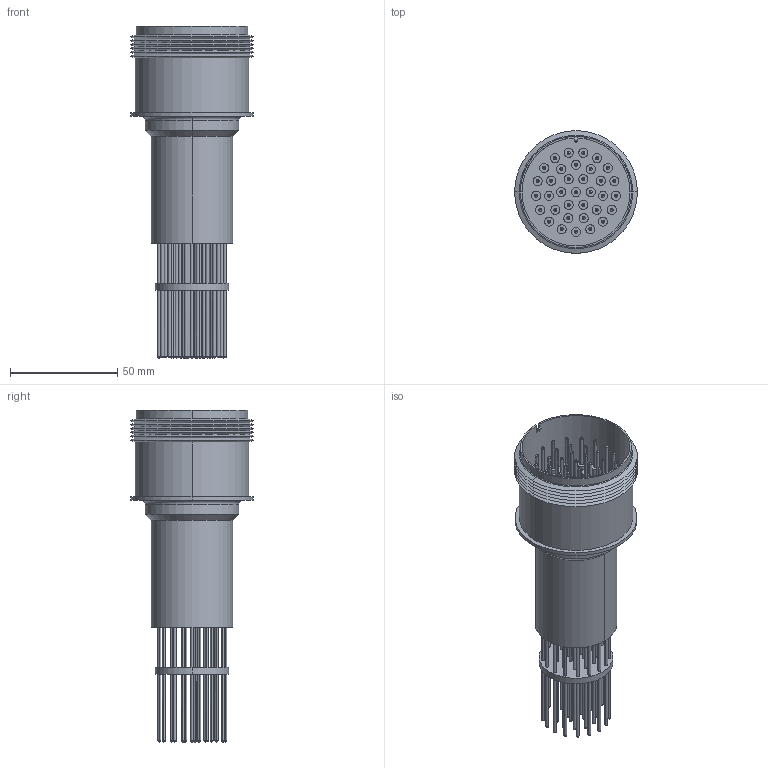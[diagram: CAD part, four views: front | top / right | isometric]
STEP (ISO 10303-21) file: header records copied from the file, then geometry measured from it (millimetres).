
FILE_DESCRIPTION (( 'STEP AP203' ), '1' );
FILE_NAME ('A0739-1-W.STEP', '2012-11-20T16:06:55', ( '' ), ( '' ), 'SwSTEP 2.0', 'SolidWorks 2012', '' );
FILE_SCHEMA (( 'CONFIG_CONTROL_DESIGN' ));
Length unit declared in the file: inch
Products named in the file (1): A0739-1-W
Bounding box: 57.15 x 57.15 x 154.56 mm (x, y, z)
Volume: 36333.5 mm3; surface area: 66423.8 mm2
Topology: 1 solids, 1 shells, 1016 faces, 2444 edges, 1612 vertices
Faces by surface type: cylinder 576, bspline 210, plane 196, cone 30, torus 4
Entity records: 32685 total; most frequent: CARTESIAN_POINT 9663, DIRECTION 4906, ORIENTED_EDGE 4888, EDGE_CURVE 2444, AXIS2_PLACEMENT_3D 2135, VERTEX_POINT 1612, CIRCLE 1328, EDGE_LOOP 1266
